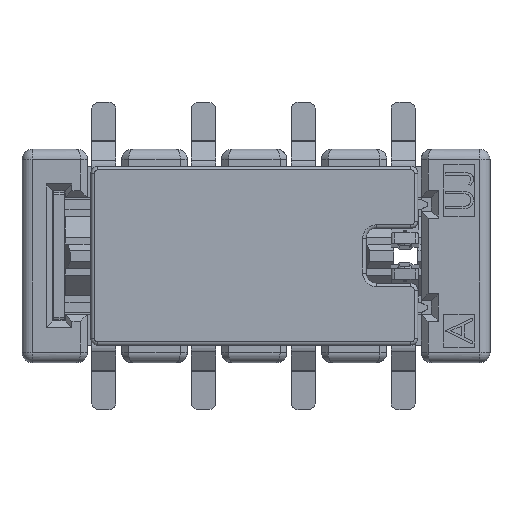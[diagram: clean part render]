
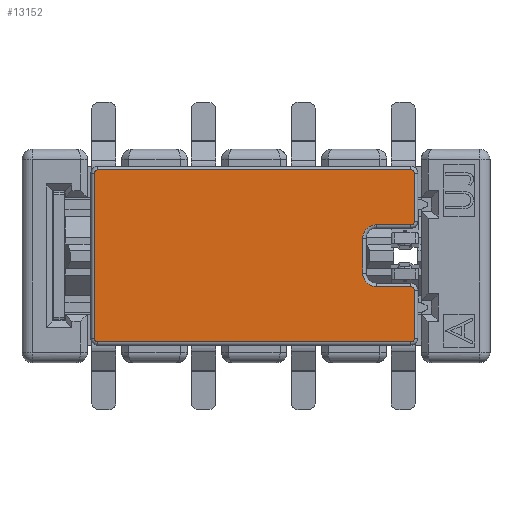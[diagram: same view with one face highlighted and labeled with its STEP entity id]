
A CAD part, top view. The second image highlights one B-rep face of the part: STEP entity #13152.
In plain terms, the highlighted planar face has unit normal (0, 0, 1).
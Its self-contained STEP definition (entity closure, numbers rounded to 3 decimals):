
#66 = CARTESIAN_POINT ( 'NONE',  ( -3.55, -0.9, 1. ) ) ;
#282 = LINE ( 'NONE', #14755, #23870 ) ;
#325 = VERTEX_POINT ( 'NONE', #5153 ) ;
#563 = CARTESIAN_POINT ( 'NONE',  ( 4.55, -2.5, 1. ) ) ;
#1096 = VERTEX_POINT ( 'NONE', #1171 ) ;
#1171 = CARTESIAN_POINT ( 'NONE',  ( 4.65, 2.4, 1. ) ) ;
#1529 = EDGE_CURVE ( 'NONE', #12710, #325, #5980, .T. ) ;
#1771 = CIRCLE ( 'NONE', #31048, 0.4 ) ;
#2028 = CARTESIAN_POINT ( 'NONE',  ( -3.15, -0.5, 1. ) ) ;
#2401 = ORIENTED_EDGE ( 'NONE', *, *, #30098, .T. ) ;
#2636 = CARTESIAN_POINT ( 'NONE',  ( -3.55, 0.5, 1. ) ) ;
#2796 = VECTOR ( 'NONE', #3191, 1000. ) ;
#2935 = DIRECTION ( 'NONE',  ( 0., 0., -1. ) ) ;
#3191 = DIRECTION ( 'NONE',  ( 0., -1., 0. ) ) ;
#3251 = EDGE_CURVE ( 'NONE', #31497, #22895, #18427, .T. ) ;
#3314 = DIRECTION ( 'NONE',  ( 0., 1., 0. ) ) ;
#3369 = VERTEX_POINT ( 'NONE', #28095 ) ;
#3563 = CARTESIAN_POINT ( 'NONE',  ( -3.15, 0.5, 1. ) ) ;
#3800 = CARTESIAN_POINT ( 'NONE',  ( -3.55, 0.9, 1. ) ) ;
#4019 = CIRCLE ( 'NONE', #8132, 0.1 ) ;
#4021 = AXIS2_PLACEMENT_3D ( 'NONE', #12643, #22463, #10242 ) ;
#4384 = VECTOR ( 'NONE', #8943, 1000. ) ;
#4442 = DIRECTION ( 'NONE',  ( 0., -1., 0. ) ) ;
#4839 = ORIENTED_EDGE ( 'NONE', *, *, #18209, .T. ) ;
#5074 = VECTOR ( 'NONE', #16753, 1000. ) ;
#5153 = CARTESIAN_POINT ( 'NONE',  ( -4.65, 2.4, 1. ) ) ;
#5398 = AXIS2_PLACEMENT_3D ( 'NONE', #29672, #30306, #10694 ) ;
#5431 = DIRECTION ( 'NONE',  ( -1., 0., 0. ) ) ;
#5437 = VERTEX_POINT ( 'NONE', #8596 ) ;
#5640 = ORIENTED_EDGE ( 'NONE', *, *, #26574, .T. ) ;
#5980 = CIRCLE ( 'NONE', #29100, 0.1 ) ;
#6071 = VERTEX_POINT ( 'NONE', #29131 ) ;
#6706 = VECTOR ( 'NONE', #3314, 1000. ) ;
#6781 = CARTESIAN_POINT ( 'NONE',  ( -4.55, 2.5, 1. ) ) ;
#7661 = AXIS2_PLACEMENT_3D ( 'NONE', #2636, #12292, #14854 ) ;
#7671 = ORIENTED_EDGE ( 'NONE', *, *, #21721, .T. ) ;
#7682 = EDGE_CURVE ( 'NONE', #27372, #27256, #282, .T. ) ;
#8105 = VERTEX_POINT ( 'NONE', #563 ) ;
#8132 = AXIS2_PLACEMENT_3D ( 'NONE', #24471, #22368, #14795 ) ;
#8191 = CARTESIAN_POINT ( 'NONE',  ( -4.55, 2.5, 1. ) ) ;
#8596 = CARTESIAN_POINT ( 'NONE',  ( -4.65, -1., 1. ) ) ;
#8627 = ORIENTED_EDGE ( 'NONE', *, *, #3251, .T. ) ;
#8905 = CARTESIAN_POINT ( 'NONE',  ( 0., 0., 1. ) ) ;
#8943 = DIRECTION ( 'NONE',  ( 1., 0., 0. ) ) ;
#8959 = VECTOR ( 'NONE', #21122, 1000. ) ;
#10242 = DIRECTION ( 'NONE',  ( 1., 0., 0. ) ) ;
#10277 = CARTESIAN_POINT ( 'NONE',  ( -4.55, 2.4, 1. ) ) ;
#10541 = EDGE_LOOP ( 'NONE', ( #4839, #28739, #2401, #28297, #20889, #17496, #5640, #11954, #30014, #23596, #12484, #8627, #17670, #17344, #7671, #10911 ) ) ;
#10694 = DIRECTION ( 'NONE',  ( 1., 0., 0. ) ) ;
#10911 = ORIENTED_EDGE ( 'NONE', *, *, #19316, .T. ) ;
#11297 = CARTESIAN_POINT ( 'NONE',  ( -4.65, -2.4, 1. ) ) ;
#11446 = LINE ( 'NONE', #6781, #5074 ) ;
#11954 = ORIENTED_EDGE ( 'NONE', *, *, #29841, .T. ) ;
#12292 = DIRECTION ( 'NONE',  ( 0., 0., -1. ) ) ;
#12380 = DIRECTION ( 'NONE',  ( 1., 0., 0. ) ) ;
#12484 = ORIENTED_EDGE ( 'NONE', *, *, #30017, .T. ) ;
#12643 = CARTESIAN_POINT ( 'NONE',  ( -4.55, -2.4, 1. ) ) ;
#12710 = VERTEX_POINT ( 'NONE', #8191 ) ;
#13152 = ADVANCED_FACE ( 'NONE', ( #14039 ), #16784, .T. ) ;
#13479 = VERTEX_POINT ( 'NONE', #3563 ) ;
#13484 = LINE ( 'NONE', #15896, #2796 ) ;
#13681 = EDGE_CURVE ( 'NONE', #27256, #5437, #19762, .T. ) ;
#13702 = LINE ( 'NONE', #11297, #8959 ) ;
#14039 = FACE_OUTER_BOUND ( 'NONE', #10541, .T. ) ;
#14108 = DIRECTION ( 'NONE',  ( 1., 0., 0. ) ) ;
#14226 = DIRECTION ( 'NONE',  ( 1., 0., 0. ) ) ;
#14353 = CARTESIAN_POINT ( 'NONE',  ( 4.65, -2.4, 1. ) ) ;
#14755 = CARTESIAN_POINT ( 'NONE',  ( -4.55, -0.9, 1. ) ) ;
#14795 = DIRECTION ( 'NONE',  ( 1., 0., 0. ) ) ;
#14854 = DIRECTION ( 'NONE',  ( 1., 0., 0. ) ) ;
#14905 = VECTOR ( 'NONE', #14108, 1000. ) ;
#15000 = VERTEX_POINT ( 'NONE', #21081 ) ;
#15556 = VECTOR ( 'NONE', #4442, 1000. ) ;
#15896 = CARTESIAN_POINT ( 'NONE',  ( -4.65, 1., 1. ) ) ;
#16204 = AXIS2_PLACEMENT_3D ( 'NONE', #29039, #29513, #14226 ) ;
#16463 = AXIS2_PLACEMENT_3D ( 'NONE', #8905, #18733, #24026 ) ;
#16636 = VERTEX_POINT ( 'NONE', #14353 ) ;
#16753 = DIRECTION ( 'NONE',  ( -1., 0., 0. ) ) ;
#16784 = PLANE ( 'NONE',  #16463 ) ;
#16845 = LINE ( 'NONE', #18955, #14905 ) ;
#17344 = ORIENTED_EDGE ( 'NONE', *, *, #27495, .T. ) ;
#17496 = ORIENTED_EDGE ( 'NONE', *, *, #20412, .T. ) ;
#17581 = CARTESIAN_POINT ( 'NONE',  ( -3.55, -0.5, 1. ) ) ;
#17670 = ORIENTED_EDGE ( 'NONE', *, *, #21488, .T. ) ;
#18209 = EDGE_CURVE ( 'NONE', #3369, #12710, #11446, .T. ) ;
#18427 = CIRCLE ( 'NONE', #4021, 0.1 ) ;
#18733 = DIRECTION ( 'NONE',  ( 0., 0., 1. ) ) ;
#18763 = CARTESIAN_POINT ( 'NONE',  ( -4.55, -0.9, 1. ) ) ;
#18781 = CIRCLE ( 'NONE', #5398, 0.1 ) ;
#18955 = CARTESIAN_POINT ( 'NONE',  ( 4.55, -2.5, 1. ) ) ;
#19237 = AXIS2_PLACEMENT_3D ( 'NONE', #24146, #21745, #12380 ) ;
#19316 = EDGE_CURVE ( 'NONE', #1096, #3369, #4019, .T. ) ;
#19762 = CIRCLE ( 'NONE', #19237, 0.1 ) ;
#20098 = DIRECTION ( 'NONE',  ( 1., 0., 0. ) ) ;
#20412 = EDGE_CURVE ( 'NONE', #6071, #13479, #21562, .T. ) ;
#20492 = DIRECTION ( 'NONE',  ( 1., 0., 0. ) ) ;
#20840 = CIRCLE ( 'NONE', #16204, 0.1 ) ;
#20889 = ORIENTED_EDGE ( 'NONE', *, *, #27236, .T. ) ;
#21081 = CARTESIAN_POINT ( 'NONE',  ( -4.65, 1., 1. ) ) ;
#21122 = DIRECTION ( 'NONE',  ( 0., -1., 0. ) ) ;
#21310 = VERTEX_POINT ( 'NONE', #28445 ) ;
#21488 = EDGE_CURVE ( 'NONE', #22895, #8105, #16845, .T. ) ;
#21562 = CIRCLE ( 'NONE', #7661, 0.4 ) ;
#21721 = EDGE_CURVE ( 'NONE', #16636, #1096, #26124, .T. ) ;
#21745 = DIRECTION ( 'NONE',  ( 0., 0., 1. ) ) ;
#22368 = DIRECTION ( 'NONE',  ( 0., 0., 1. ) ) ;
#22463 = DIRECTION ( 'NONE',  ( 0., 0., 1. ) ) ;
#22895 = VERTEX_POINT ( 'NONE', #23115 ) ;
#23115 = CARTESIAN_POINT ( 'NONE',  ( -4.55, -2.5, 1. ) ) ;
#23596 = ORIENTED_EDGE ( 'NONE', *, *, #13681, .T. ) ;
#23870 = VECTOR ( 'NONE', #5431, 1000. ) ;
#24026 = DIRECTION ( 'NONE',  ( 1., 0., 0. ) ) ;
#24146 = CARTESIAN_POINT ( 'NONE',  ( -4.55, -1., 1. ) ) ;
#24471 = CARTESIAN_POINT ( 'NONE',  ( 4.55, 2.4, 1. ) ) ;
#25412 = CARTESIAN_POINT ( 'NONE',  ( -3.15, -0.5, 1. ) ) ;
#25843 = LINE ( 'NONE', #3800, #4384 ) ;
#26124 = LINE ( 'NONE', #28372, #6706 ) ;
#26574 = EDGE_CURVE ( 'NONE', #13479, #26670, #31296, .T. ) ;
#26670 = VERTEX_POINT ( 'NONE', #25412 ) ;
#27236 = EDGE_CURVE ( 'NONE', #21310, #6071, #25843, .T. ) ;
#27256 = VERTEX_POINT ( 'NONE', #18763 ) ;
#27308 = CARTESIAN_POINT ( 'NONE',  ( -4.65, -2.4, 1. ) ) ;
#27321 = EDGE_CURVE ( 'NONE', #15000, #21310, #20840, .T. ) ;
#27372 = VERTEX_POINT ( 'NONE', #66 ) ;
#27495 = EDGE_CURVE ( 'NONE', #8105, #16636, #18781, .T. ) ;
#27497 = DIRECTION ( 'NONE',  ( 0., 0., 1. ) ) ;
#28095 = CARTESIAN_POINT ( 'NONE',  ( 4.55, 2.5, 1. ) ) ;
#28297 = ORIENTED_EDGE ( 'NONE', *, *, #27321, .T. ) ;
#28372 = CARTESIAN_POINT ( 'NONE',  ( 4.65, 2.4, 1. ) ) ;
#28445 = CARTESIAN_POINT ( 'NONE',  ( -4.55, 0.9, 1. ) ) ;
#28739 = ORIENTED_EDGE ( 'NONE', *, *, #1529, .T. ) ;
#29039 = CARTESIAN_POINT ( 'NONE',  ( -4.55, 1., 1. ) ) ;
#29100 = AXIS2_PLACEMENT_3D ( 'NONE', #10277, #27497, #20098 ) ;
#29131 = CARTESIAN_POINT ( 'NONE',  ( -3.55, 0.9, 1. ) ) ;
#29513 = DIRECTION ( 'NONE',  ( 0., 0., 1. ) ) ;
#29672 = CARTESIAN_POINT ( 'NONE',  ( 4.55, -2.4, 1. ) ) ;
#29841 = EDGE_CURVE ( 'NONE', #26670, #27372, #1771, .T. ) ;
#30014 = ORIENTED_EDGE ( 'NONE', *, *, #7682, .T. ) ;
#30017 = EDGE_CURVE ( 'NONE', #5437, #31497, #13702, .T. ) ;
#30098 = EDGE_CURVE ( 'NONE', #325, #15000, #13484, .T. ) ;
#30306 = DIRECTION ( 'NONE',  ( 0., 0., 1. ) ) ;
#31048 = AXIS2_PLACEMENT_3D ( 'NONE', #17581, #2935, #20492 ) ;
#31296 = LINE ( 'NONE', #2028, #15556 ) ;
#31497 = VERTEX_POINT ( 'NONE', #27308 ) ;
